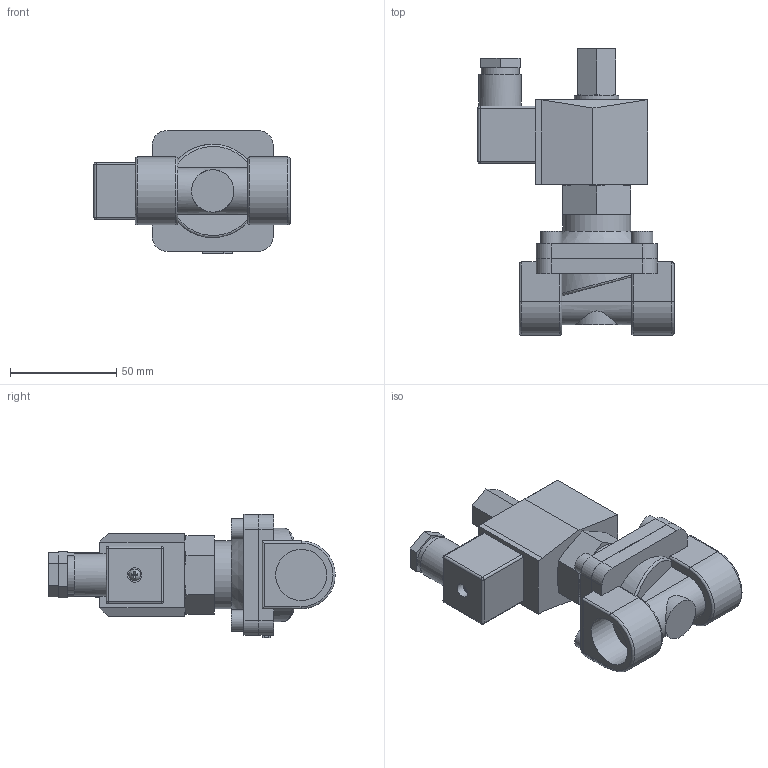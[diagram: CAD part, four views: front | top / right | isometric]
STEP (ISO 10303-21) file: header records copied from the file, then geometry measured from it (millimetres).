
FILE_DESCRIPTION(/* description */ ('СК-21-20'),/* implementation_level */ '2;1');
FILE_NAME(/* name */ 'СК-21-20.stp',/* time_stamp */ '2023-02-08T12:58:25+03:00',/* author */ ('Tech'),/* organization */ (''),/* preprocessor_version */ 'ST-DEVELOPER v18.1',/* originating_system */ 'Autodesk Inventor 2021',/* authorisation */ '');
FILE_SCHEMA (('AUTOMOTIVE_DESIGN { 1 0 10303 214 3 1 1 }'));
Length unit declared in the file: millimetre
Products named in the file (1): СК-21-20
Bounding box: 92.5 x 135 x 58 mm (x, y, z)
Volume: 204124.7 mm3; surface area: 51621.1 mm2
Topology: 7 solids, 7 shells, 337 faces, 842 edges, 553 vertices
Faces by surface type: plane 220, cylinder 89, cone 15, torus 6, sphere 5, bspline 2
Full cylindrical faces by diameter (mm): 2.584 x1, 3 x1, 4.5 x1, 5.115 x1, 5.5 x2, 6.8 x1, 8.5 x1, 10 x6, 10.5 x1, 12 x1, 12.3 x1, 16 x2, 16.5 x1, 16.7 x1, 18 x1, 20 x1, 21 x1, 24.117 x2, 32 x1
Entity records: 10586 total; most frequent: CARTESIAN_POINT 2347, DIRECTION 1695, ORIENTED_EDGE 1682, EDGE_CURVE 841, AXIS2_PLACEMENT_3D 574, VERTEX_POINT 553, LINE 547, VECTOR 547
